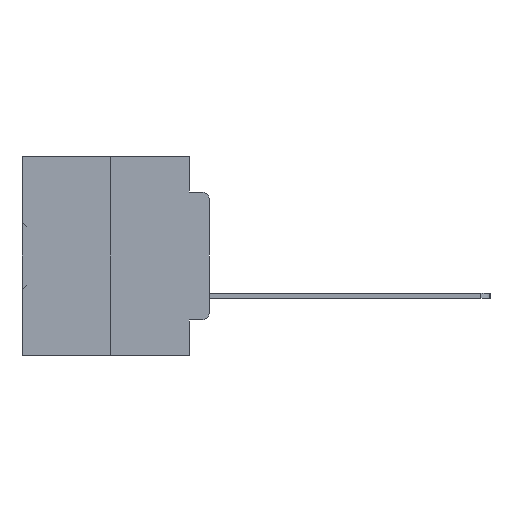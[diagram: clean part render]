
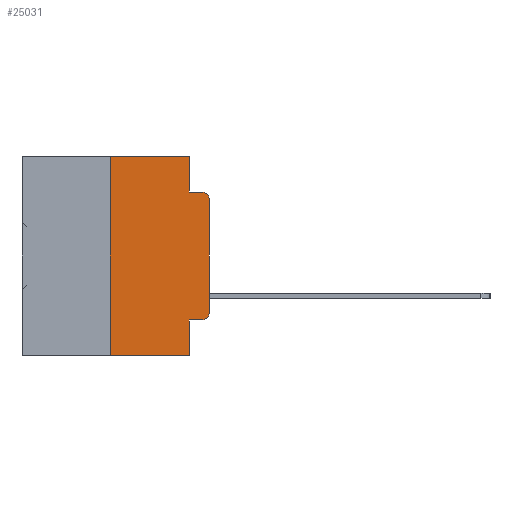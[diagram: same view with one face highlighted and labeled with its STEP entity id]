
A CAD part, left-side view. The second image highlights one B-rep face of the part: STEP entity #25031.
In plain terms, the highlighted planar face has unit normal (-1, 0, 0).
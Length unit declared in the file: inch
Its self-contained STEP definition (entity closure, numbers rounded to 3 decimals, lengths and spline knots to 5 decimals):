
#98 = VERTEX_POINT ( 'NONE', #14487 ) ;
#940 = VECTOR ( 'NONE', #18275, 39.37008 ) ;
#1540 = CIRCLE ( 'NONE', #16941, 0.02 ) ;
#1806 = EDGE_LOOP ( 'NONE', ( #25837, #14950, #28431, #23522, #7339, #2521, #14546, #32444, #4295, #4464 ) ) ;
#2126 = EDGE_CURVE ( 'NONE', #4058, #29047, #12641, .T. ) ;
#2389 = VECTOR ( 'NONE', #17085, 39.37008 ) ;
#2521 = ORIENTED_EDGE ( 'NONE', *, *, #18696, .F. ) ;
#3249 = VECTOR ( 'NONE', #10094, 39.37008 ) ;
#3461 = CARTESIAN_POINT ( 'NONE',  ( 0., 0.02, -0.1085 ) ) ;
#4058 = VERTEX_POINT ( 'NONE', #6778 ) ;
#4149 = LINE ( 'NONE', #29829, #3249 ) ;
#4295 = ORIENTED_EDGE ( 'NONE', *, *, #12211, .T. ) ;
#4464 = ORIENTED_EDGE ( 'NONE', *, *, #4504, .T. ) ;
#4504 = EDGE_CURVE ( 'NONE', #98, #6501, #8419, .T. ) ;
#4858 = CARTESIAN_POINT ( 'NONE',  ( 0., 0.051, -0.4115 ) ) ;
#5517 = CARTESIAN_POINT ( 'NONE',  ( 0., 0.473, 0. ) ) ;
#5931 = DIRECTION ( 'NONE',  ( 0., 0., -1. ) ) ;
#6007 = DIRECTION ( 'NONE',  ( 1., 0., 0. ) ) ;
#6315 = DIRECTION ( 'NONE',  ( 0., 0., -1. ) ) ;
#6501 = VERTEX_POINT ( 'NONE', #9579 ) ;
#6558 = DIRECTION ( 'NONE',  ( 0., -1., 0. ) ) ;
#6778 = CARTESIAN_POINT ( 'NONE',  ( 0., 0.051, 0. ) ) ;
#7186 = CARTESIAN_POINT ( 'NONE',  ( 0., 0.051, 0. ) ) ;
#7339 = ORIENTED_EDGE ( 'NONE', *, *, #20344, .F. ) ;
#8078 = AXIS2_PLACEMENT_3D ( 'NONE', #18368, #30372, #25279 ) ;
#8419 = CIRCLE ( 'NONE', #8078, 0.02 ) ;
#8938 = LINE ( 'NONE', #20173, #30584 ) ;
#9194 = VECTOR ( 'NONE', #6558, 39.37008 ) ;
#9486 = VECTOR ( 'NONE', #20117, 39.37008 ) ;
#9579 = CARTESIAN_POINT ( 'NONE',  ( 0., 0., -0.3915 ) ) ;
#9666 = CARTESIAN_POINT ( 'NONE',  ( 0., 0., -0.1085 ) ) ;
#10094 = DIRECTION ( 'NONE',  ( 0., -1., 0. ) ) ;
#10119 = LINE ( 'NONE', #31954, #9194 ) ;
#10426 = CARTESIAN_POINT ( 'NONE',  ( 0., 0.051, -0.0885 ) ) ;
#12211 = EDGE_CURVE ( 'NONE', #20838, #98, #4149, .T. ) ;
#12308 = FACE_OUTER_BOUND ( 'NONE', #1806, .T. ) ;
#12641 = LINE ( 'NONE', #7186, #27656 ) ;
#13953 = CARTESIAN_POINT ( 'NONE',  ( 0., 0.051, -0.5 ) ) ;
#14487 = CARTESIAN_POINT ( 'NONE',  ( 0., 0.02, -0.4115 ) ) ;
#14546 = ORIENTED_EDGE ( 'NONE', *, *, #34158, .T. ) ;
#14950 = ORIENTED_EDGE ( 'NONE', *, *, #17006, .T. ) ;
#15387 = CARTESIAN_POINT ( 'NONE',  ( 0., 0., 0. ) ) ;
#16784 = EDGE_CURVE ( 'NONE', #20838, #17422, #27747, .T. ) ;
#16941 = AXIS2_PLACEMENT_3D ( 'NONE', #3461, #23440, #6315 ) ;
#17006 = EDGE_CURVE ( 'NONE', #28878, #21207, #1540, .T. ) ;
#17085 = DIRECTION ( 'NONE',  ( 0., -1., 0. ) ) ;
#17181 = LINE ( 'NONE', #28336, #9486 ) ;
#17390 = VERTEX_POINT ( 'NONE', #19636 ) ;
#17422 = VERTEX_POINT ( 'NONE', #13953 ) ;
#17498 = EDGE_CURVE ( 'NONE', #29047, #21207, #17181, .T. ) ;
#18275 = DIRECTION ( 'NONE',  ( 0., 0., 1. ) ) ;
#18368 = CARTESIAN_POINT ( 'NONE',  ( 0., 0.02, -0.3915 ) ) ;
#18412 = CARTESIAN_POINT ( 'NONE',  ( 0., 0.02, -0.0885 ) ) ;
#18696 = EDGE_CURVE ( 'NONE', #17390, #25753, #8938, .T. ) ;
#18914 = EDGE_CURVE ( 'NONE', #6501, #28878, #23684, .T. ) ;
#19636 = CARTESIAN_POINT ( 'NONE',  ( 0., 0.25, -0.5 ) ) ;
#20117 = DIRECTION ( 'NONE',  ( 0., -1., 0. ) ) ;
#20173 = CARTESIAN_POINT ( 'NONE',  ( 0., 0.25, 0. ) ) ;
#20331 = PLANE ( 'NONE',  #26748 ) ;
#20344 = EDGE_CURVE ( 'NONE', #25753, #4058, #25086, .T. ) ;
#20838 = VERTEX_POINT ( 'NONE', #4858 ) ;
#21207 = VERTEX_POINT ( 'NONE', #18412 ) ;
#22977 = DIRECTION ( 'NONE',  ( 0., 0., 1. ) ) ;
#23057 = CARTESIAN_POINT ( 'NONE',  ( 0., 0.051, 0. ) ) ;
#23440 = DIRECTION ( 'NONE',  ( -1., 0., 0. ) ) ;
#23522 = ORIENTED_EDGE ( 'NONE', *, *, #2126, .F. ) ;
#23684 = LINE ( 'NONE', #15387, #940 ) ;
#24275 = DIRECTION ( 'NONE',  ( 0., 0., -1. ) ) ;
#25031 = ADVANCED_FACE ( 'NONE', ( #12308 ), #20331, .F. ) ;
#25086 = LINE ( 'NONE', #5517, #2389 ) ;
#25279 = DIRECTION ( 'NONE',  ( 0., 0., -1. ) ) ;
#25753 = VERTEX_POINT ( 'NONE', #31068 ) ;
#25837 = ORIENTED_EDGE ( 'NONE', *, *, #18914, .T. ) ;
#25891 = DIRECTION ( 'NONE',  ( 0., 0., -1. ) ) ;
#26748 = AXIS2_PLACEMENT_3D ( 'NONE', #34053, #6007, #25891 ) ;
#27656 = VECTOR ( 'NONE', #24275, 39.37008 ) ;
#27747 = LINE ( 'NONE', #23057, #28585 ) ;
#28336 = CARTESIAN_POINT ( 'NONE',  ( 0., 0.051, -0.0885 ) ) ;
#28431 = ORIENTED_EDGE ( 'NONE', *, *, #17498, .F. ) ;
#28585 = VECTOR ( 'NONE', #5931, 39.37008 ) ;
#28878 = VERTEX_POINT ( 'NONE', #9666 ) ;
#29047 = VERTEX_POINT ( 'NONE', #10426 ) ;
#29829 = CARTESIAN_POINT ( 'NONE',  ( 0., 0.051, -0.4115 ) ) ;
#30372 = DIRECTION ( 'NONE',  ( -1., 0., 0. ) ) ;
#30584 = VECTOR ( 'NONE', #22977, 39.37008 ) ;
#31068 = CARTESIAN_POINT ( 'NONE',  ( 0., 0.25, 0. ) ) ;
#31954 = CARTESIAN_POINT ( 'NONE',  ( 0., 0.473, -0.5 ) ) ;
#32444 = ORIENTED_EDGE ( 'NONE', *, *, #16784, .F. ) ;
#34053 = CARTESIAN_POINT ( 'NONE',  ( 0., 0.473, 0. ) ) ;
#34158 = EDGE_CURVE ( 'NONE', #17390, #17422, #10119, .T. ) ;
